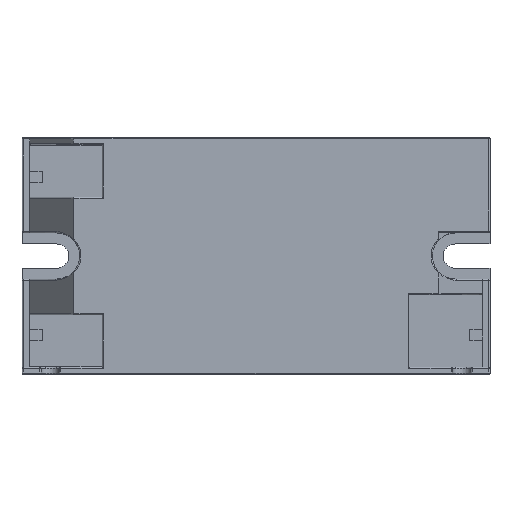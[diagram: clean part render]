
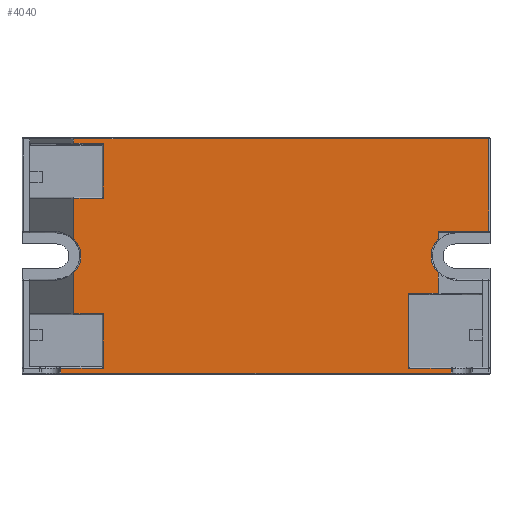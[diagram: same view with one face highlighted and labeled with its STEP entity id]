
A CAD part, top view. The second image highlights one B-rep face of the part: STEP entity #4040.
In plain terms, the highlighted planar face has unit normal (0, 0, 1).
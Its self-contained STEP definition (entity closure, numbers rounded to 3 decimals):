
#2190=CARTESIAN_POINT('',(0.,0.,19.));
#2200=DIRECTION('',(0.,0.,1.));
#2210=DIRECTION('',(1.,0.,0.));
#2220=AXIS2_PLACEMENT_3D('',#2190,#2200,#2210);
#2230=PLANE('',#2220);
#2240=CARTESIAN_POINT('',(72.104,0.,19.));
#2250=DIRECTION('',(0.,1.,0.));
#2260=VECTOR('',#2250,1.);
#2270=LINE('',#2240,#2260);
#2280=CARTESIAN_POINT('',(72.104,14.,19.));
#2290=VERTEX_POINT('',#2280);
#2300=CARTESIAN_POINT('',(72.104,17.557,19.));
#2310=VERTEX_POINT('',#2300);
#2320=EDGE_CURVE('',#2290,#2310,#2270,.T.);
#2330=ORIENTED_EDGE('',*,*,#2320,.T.);
#2340=CARTESIAN_POINT('',(0.,14.,19.));
#2350=DIRECTION('',(1.,0.,0.));
#2360=VECTOR('',#2350,1.);
#2370=LINE('',#2340,#2360);
#2380=CARTESIAN_POINT('',(67.,14.,19.));
#2390=VERTEX_POINT('',#2380);
#2400=EDGE_CURVE('',#2390,#2290,#2370,.T.);
#2410=ORIENTED_EDGE('',*,*,#2400,.T.);
#2420=CARTESIAN_POINT('',(67.,0.,19.));
#2430=DIRECTION('',(0.,1.,0.));
#2440=VECTOR('',#2430,1.);
#2450=LINE('',#2420,#2440);
#2460=CARTESIAN_POINT('',(67.,1.,19.));
#2470=VERTEX_POINT('',#2460);
#2480=EDGE_CURVE('',#2470,#2390,#2450,.T.);
#2490=ORIENTED_EDGE('',*,*,#2480,.T.);
#2500=CARTESIAN_POINT('',(0.,1.,19.));
#2510=DIRECTION('',(-1.,0.,0.));
#2520=VECTOR('',#2510,1.);
#2530=LINE('',#2500,#2520);
#2540=CARTESIAN_POINT('',(74.4,1.,19.));
#2550=VERTEX_POINT('',#2540);
#2560=EDGE_CURVE('',#2550,#2470,#2530,.T.);
#2570=ORIENTED_EDGE('',*,*,#2560,.T.);
#2580=CARTESIAN_POINT('',(74.4,0.,19.));
#2590=DIRECTION('',(0.,1.,0.));
#2600=VECTOR('',#2590,1.);
#2610=LINE('',#2580,#2600);
#2620=CARTESIAN_POINT('',(74.4,0.2,19.));
#2630=VERTEX_POINT('',#2620);
#2640=EDGE_CURVE('',#2630,#2550,#2610,.T.);
#2650=ORIENTED_EDGE('',*,*,#2640,.T.);
#2660=CARTESIAN_POINT('',(0.,0.2,19.));
#2670=DIRECTION('',(1.,0.,0.));
#2680=VECTOR('',#2670,1.);
#2690=LINE('',#2660,#2680);
#2700=CARTESIAN_POINT('',(6.7,0.2,19.));
#2710=VERTEX_POINT('',#2700);
#2720=EDGE_CURVE('',#2710,#2630,#2690,.T.);
#2730=ORIENTED_EDGE('',*,*,#2720,.T.);
#2740=CARTESIAN_POINT('',(6.7,0.,19.));
#2750=DIRECTION('',(0.,-1.,0.));
#2760=VECTOR('',#2750,1.);
#2770=LINE('',#2740,#2760);
#2780=CARTESIAN_POINT('',(6.7,1.,19.));
#2790=VERTEX_POINT('',#2780);
#2800=EDGE_CURVE('',#2790,#2710,#2770,.T.);
#2810=ORIENTED_EDGE('',*,*,#2800,.T.);
#2820=CARTESIAN_POINT('',(0.,1.,19.));
#2830=DIRECTION('',(-1.,0.,0.));
#2840=VECTOR('',#2830,1.);
#2850=LINE('',#2820,#2840);
#2860=CARTESIAN_POINT('',(14.1,1.,19.));
#2870=VERTEX_POINT('',#2860);
#2880=EDGE_CURVE('',#2870,#2790,#2850,.T.);
#2890=ORIENTED_EDGE('',*,*,#2880,.T.);
#2900=CARTESIAN_POINT('',(14.1,0.,19.));
#2910=DIRECTION('',(0.,-1.,0.));
#2920=VECTOR('',#2910,1.);
#2930=LINE('',#2900,#2920);
#2940=CARTESIAN_POINT('',(14.1,10.5,19.));
#2950=VERTEX_POINT('',#2940);
#2960=EDGE_CURVE('',#2950,#2870,#2930,.T.);
#2970=ORIENTED_EDGE('',*,*,#2960,.T.);
#2980=CARTESIAN_POINT('',(0.,10.5,19.));
#2990=DIRECTION('',(1.,0.,0.));
#3000=VECTOR('',#2990,1.);
#3010=LINE('',#2980,#3000);
#3020=CARTESIAN_POINT('',(8.996,10.5,19.));
#3030=VERTEX_POINT('',#3020);
#3040=EDGE_CURVE('',#3030,#2950,#3010,.T.);
#3050=ORIENTED_EDGE('',*,*,#3040,.T.);
#3060=CARTESIAN_POINT('',(8.996,0.,19.));
#3070=DIRECTION('',(0.,1.,0.));
#3080=VECTOR('',#3070,1.);
#3090=LINE('',#3060,#3080);
#3100=CARTESIAN_POINT('',(8.996,17.557,19.));
#3110=VERTEX_POINT('',#3100);
#3120=EDGE_CURVE('',#3030,#3110,#3090,.T.);
#3130=ORIENTED_EDGE('',*,*,#3120,.F.);
#3140=CARTESIAN_POINT('',(6.,20.5,19.));
#3150=DIRECTION('',(0.,0.,1.));
#3160=DIRECTION('',(1.,0.,0.));
#3170=AXIS2_PLACEMENT_3D('',#3140,#3150,#3160);
#3180=CIRCLE('',#3170,4.2);
#3190=CARTESIAN_POINT('',(8.996,23.443,19.));
#3200=VERTEX_POINT('',#3190);
#3210=EDGE_CURVE('',#3110,#3200,#3180,.T.);
#3220=ORIENTED_EDGE('',*,*,#3210,.F.);
#3230=CARTESIAN_POINT('',(8.996,0.,19.));
#3240=DIRECTION('',(0.,1.,0.));
#3250=VECTOR('',#3240,1.);
#3260=LINE('',#3230,#3250);
#3270=CARTESIAN_POINT('',(8.996,30.5,19.));
#3280=VERTEX_POINT('',#3270);
#3290=EDGE_CURVE('',#3200,#3280,#3260,.T.);
#3300=ORIENTED_EDGE('',*,*,#3290,.F.);
#3310=CARTESIAN_POINT('',(0.,30.5,19.));
#3320=DIRECTION('',(-1.,0.,0.));
#3330=VECTOR('',#3320,1.);
#3340=LINE('',#3310,#3330);
#3350=CARTESIAN_POINT('',(14.1,30.5,19.));
#3360=VERTEX_POINT('',#3350);
#3370=EDGE_CURVE('',#3360,#3280,#3340,.T.);
#3380=ORIENTED_EDGE('',*,*,#3370,.T.);
#3390=CARTESIAN_POINT('',(14.1,0.,19.));
#3400=DIRECTION('',(0.,-1.,0.));
#3410=VECTOR('',#3400,1.);
#3420=LINE('',#3390,#3410);
#3430=CARTESIAN_POINT('',(14.1,40.,19.));
#3440=VERTEX_POINT('',#3430);
#3450=EDGE_CURVE('',#3440,#3360,#3420,.T.);
#3460=ORIENTED_EDGE('',*,*,#3450,.T.);
#3470=CARTESIAN_POINT('',(0.,40.,19.));
#3480=DIRECTION('',(1.,0.,0.));
#3490=VECTOR('',#3480,1.);
#3500=LINE('',#3470,#3490);
#3510=CARTESIAN_POINT('',(8.996,40.,19.));
#3520=VERTEX_POINT('',#3510);
#3530=EDGE_CURVE('',#3520,#3440,#3500,.T.);
#3540=ORIENTED_EDGE('',*,*,#3530,.T.);
#3550=CARTESIAN_POINT('',(8.996,0.,19.));
#3560=DIRECTION('',(0.,-1.,0.));
#3570=VECTOR('',#3560,1.);
#3580=LINE('',#3550,#3570);
#3590=CARTESIAN_POINT('',(8.996,40.8,19.));
#3600=VERTEX_POINT('',#3590);
#3610=EDGE_CURVE('',#3600,#3520,#3580,.T.);
#3620=ORIENTED_EDGE('',*,*,#3610,.T.);
#3630=CARTESIAN_POINT('',(0.,40.8,19.));
#3640=DIRECTION('',(1.,0.,0.));
#3650=VECTOR('',#3640,1.);
#3660=LINE('',#3630,#3650);
#3670=CARTESIAN_POINT('',(80.9,40.8,19.));
#3680=VERTEX_POINT('',#3670);
#3690=EDGE_CURVE('',#3600,#3680,#3660,.T.);
#3700=ORIENTED_EDGE('',*,*,#3690,.F.);
#3710=CARTESIAN_POINT('',(80.9,0.,19.));
#3720=DIRECTION('',(0.,-1.,0.));
#3730=VECTOR('',#3720,1.);
#3740=LINE('',#3710,#3730);
#3750=CARTESIAN_POINT('',(80.9,24.8,19.));
#3760=VERTEX_POINT('',#3750);
#3770=EDGE_CURVE('',#3680,#3760,#3740,.T.);
#3780=ORIENTED_EDGE('',*,*,#3770,.F.);
#3790=CARTESIAN_POINT('',(0.,24.8,19.));
#3800=DIRECTION('',(-1.,0.,0.));
#3810=VECTOR('',#3800,1.);
#3820=LINE('',#3790,#3810);
#3830=CARTESIAN_POINT('',(72.104,24.8,19.));
#3840=VERTEX_POINT('',#3830);
#3850=EDGE_CURVE('',#3760,#3840,#3820,.T.);
#3860=ORIENTED_EDGE('',*,*,#3850,.F.);
#3870=CARTESIAN_POINT('',(72.104,0.,19.));
#3880=DIRECTION('',(0.,-1.,0.));
#3890=VECTOR('',#3880,1.);
#3900=LINE('',#3870,#3890);
#3910=CARTESIAN_POINT('',(72.104,23.443,19.));
#3920=VERTEX_POINT('',#3910);
#3930=EDGE_CURVE('',#3840,#3920,#3900,.T.);
#3940=ORIENTED_EDGE('',*,*,#3930,.F.);
#3950=CARTESIAN_POINT('',(75.1,20.5,19.));
#3960=DIRECTION('',(0.,0.,1.));
#3970=DIRECTION('',(1.,0.,0.));
#3980=AXIS2_PLACEMENT_3D('',#3950,#3960,#3970);
#3990=CIRCLE('',#3980,4.2);
#4000=EDGE_CURVE('',#3920,#2310,#3990,.T.);
#4010=ORIENTED_EDGE('',*,*,#4000,.F.);
#4020=EDGE_LOOP('',(#4010,#3940,#3860,#3780,#3700,#3620,#3540,#3460,
#3380,#3300,#3220,#3130,#3050,#2970,#2890,#2810,#2730,#2650,#2570,#2490,
#2410,#2330));
#4030=FACE_OUTER_BOUND('',#4020,.T.);
#4040=ADVANCED_FACE('',(#4030),#2230,.T.);
